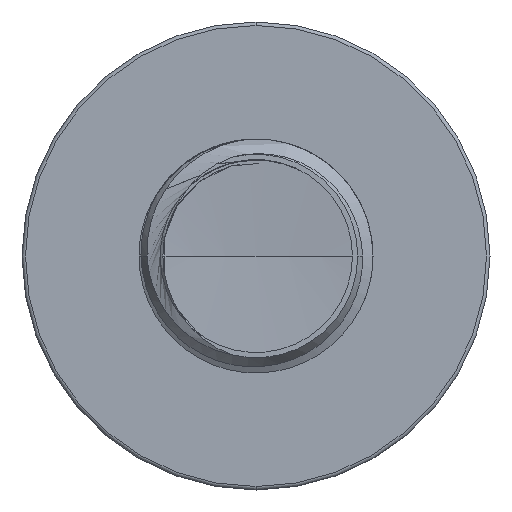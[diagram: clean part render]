
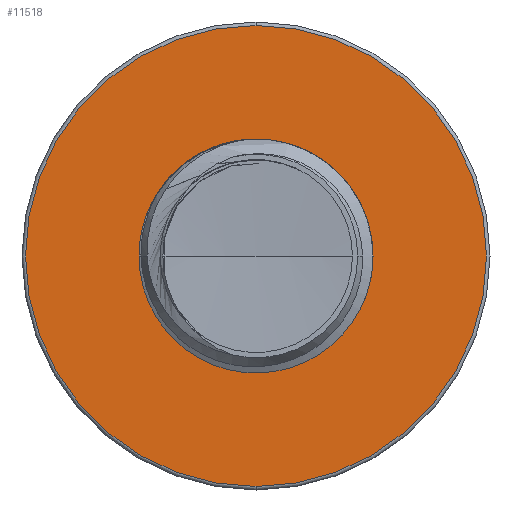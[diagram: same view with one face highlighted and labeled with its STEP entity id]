
A CAD part, front view. The second image highlights one B-rep face of the part: STEP entity #11518.
In plain terms, the highlighted planar face has unit normal (0, -1, 0).
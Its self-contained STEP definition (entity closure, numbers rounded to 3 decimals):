
#20 = CARTESIAN_POINT ( 'NONE',  ( 0., 22.5, 0. ) ) ;
#3705 = DIRECTION ( 'NONE',  ( 0., 0., -1. ) ) ;
#6703 = CARTESIAN_POINT ( 'NONE',  ( 0., 22.5, -2.923 ) ) ;
#6749 = ORIENTED_EDGE ( 'NONE', *, *, #29987, .F. ) ;
#7374 = DIRECTION ( 'NONE',  ( 0., -1., 0. ) ) ;
#7662 = DIRECTION ( 'NONE',  ( 0., -1., 0. ) ) ;
#9125 = AXIS2_PLACEMENT_3D ( 'NONE', #29967, #7662, #33647 ) ;
#11518 = ADVANCED_FACE ( 'NONE', ( #14718, #41749 ), #40136, .T. ) ;
#13004 = CIRCLE ( 'NONE', #36468, 2.923 ) ;
#13553 = CARTESIAN_POINT ( 'NONE',  ( 0., 22.5, 5.91 ) ) ;
#13878 = EDGE_CURVE ( 'NONE', #29085, #44150, #13004, .T. ) ;
#13910 = CIRCLE ( 'NONE', #9125, 2.923 ) ;
#14718 = FACE_OUTER_BOUND ( 'NONE', #45313, .T. ) ;
#15203 = EDGE_CURVE ( 'NONE', #16315, #36434, #47178, .T. ) ;
#16315 = VERTEX_POINT ( 'NONE', #41947 ) ;
#16528 = ORIENTED_EDGE ( 'NONE', *, *, #13878, .F. ) ;
#21283 = CARTESIAN_POINT ( 'NONE',  ( 0., 22.5, 0. ) ) ;
#25090 = DIRECTION ( 'NONE',  ( 0., 0., -1. ) ) ;
#25614 = DIRECTION ( 'NONE',  ( 0., 0., -1. ) ) ;
#25620 = AXIS2_PLACEMENT_3D ( 'NONE', #29689, #7374, #33383 ) ;
#25872 = DIRECTION ( 'NONE',  ( 0., -1., 0. ) ) ;
#29085 = VERTEX_POINT ( 'NONE', #37778 ) ;
#29689 = CARTESIAN_POINT ( 'NONE',  ( 0., 22.5, 0. ) ) ;
#29967 = CARTESIAN_POINT ( 'NONE',  ( 0., 22.5, 0. ) ) ;
#29987 = EDGE_CURVE ( 'NONE', #44150, #29085, #13910, .T. ) ;
#30776 = EDGE_CURVE ( 'NONE', #36434, #16315, #35379, .T. ) ;
#33383 = DIRECTION ( 'NONE',  ( 0., 0., -1. ) ) ;
#33647 = DIRECTION ( 'NONE',  ( 0., 0., -1. ) ) ;
#33829 = AXIS2_PLACEMENT_3D ( 'NONE', #21283, #46697, #25090 ) ;
#35198 = ORIENTED_EDGE ( 'NONE', *, *, #15203, .T. ) ;
#35379 = CIRCLE ( 'NONE', #25620, 5.91 ) ;
#36434 = VERTEX_POINT ( 'NONE', #13553 ) ;
#36468 = AXIS2_PLACEMENT_3D ( 'NONE', #20, #25872, #3705 ) ;
#36561 = DIRECTION ( 'NONE',  ( 0., -1., 0. ) ) ;
#37547 = EDGE_LOOP ( 'NONE', ( #6749, #16528 ) ) ;
#37778 = CARTESIAN_POINT ( 'NONE',  ( 0., 22.5, 2.923 ) ) ;
#40136 = PLANE ( 'NONE',  #41726 ) ;
#41726 = AXIS2_PLACEMENT_3D ( 'NONE', #43687, #36561, #25614 ) ;
#41749 = FACE_BOUND ( 'NONE', #37547, .T. ) ;
#41947 = CARTESIAN_POINT ( 'NONE',  ( 0., 22.5, -5.91 ) ) ;
#43687 = CARTESIAN_POINT ( 'NONE',  ( 0., 22.5, 2.923 ) ) ;
#44150 = VERTEX_POINT ( 'NONE', #6703 ) ;
#44591 = ORIENTED_EDGE ( 'NONE', *, *, #30776, .T. ) ;
#45313 = EDGE_LOOP ( 'NONE', ( #35198, #44591 ) ) ;
#46697 = DIRECTION ( 'NONE',  ( 0., -1., 0. ) ) ;
#47178 = CIRCLE ( 'NONE', #33829, 5.91 ) ;
